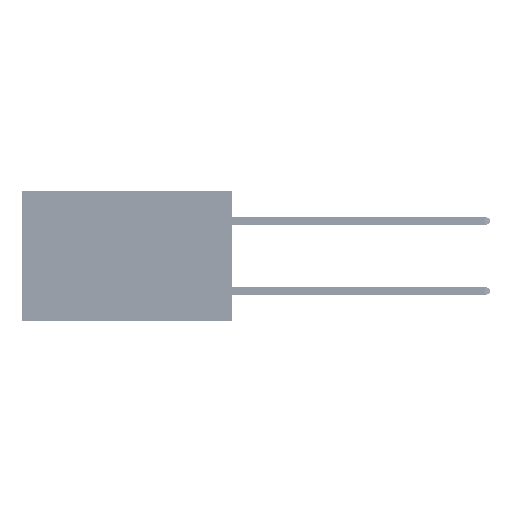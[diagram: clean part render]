
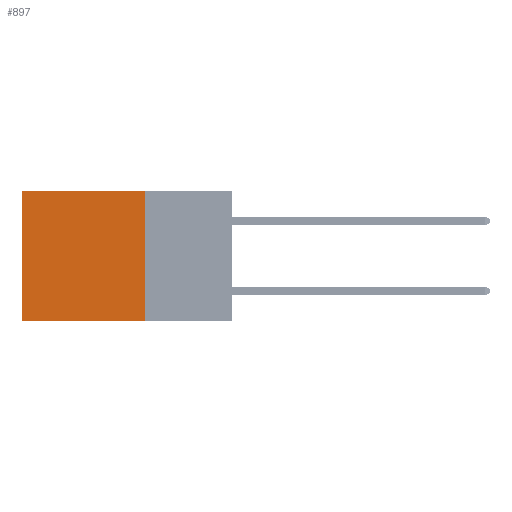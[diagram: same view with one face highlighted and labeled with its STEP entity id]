
A CAD part, left-side view. The second image highlights one B-rep face of the part: STEP entity #897.
In plain terms, the highlighted planar face has unit normal (-1, 0, 0).
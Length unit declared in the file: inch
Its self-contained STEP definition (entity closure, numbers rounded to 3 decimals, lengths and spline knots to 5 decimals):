
#885 = DIRECTION ( 'NONE',  ( 0., 0., -1. ) ) ;
#897 = ADVANCED_FACE ( 'NONE', ( #18964 ), #34524, .F. ) ;
#1821 = EDGE_LOOP ( 'NONE', ( #22062, #28555, #19535, #26966 ) ) ;
#4042 = CARTESIAN_POINT ( 'NONE',  ( 0.2875, 0.6, 0. ) ) ;
#6509 = LINE ( 'NONE', #9821, #45564 ) ;
#8099 = CARTESIAN_POINT ( 'NONE',  ( 0.2875, 0.6, -0.37 ) ) ;
#9821 = CARTESIAN_POINT ( 'NONE',  ( 0.2875, 0.25, 0. ) ) ;
#12838 = LINE ( 'NONE', #28354, #17878 ) ;
#13613 = LINE ( 'NONE', #24800, #41318 ) ;
#14811 = VERTEX_POINT ( 'NONE', #45175 ) ;
#15150 = CARTESIAN_POINT ( 'NONE',  ( 0.2875, 0.25, 0. ) ) ;
#17201 = CARTESIAN_POINT ( 'NONE',  ( 0.2875, 0.25, 0. ) ) ;
#17878 = VECTOR ( 'NONE', #885, 39.37008 ) ;
#18964 = FACE_OUTER_BOUND ( 'NONE', #1821, .T. ) ;
#19535 = ORIENTED_EDGE ( 'NONE', *, *, #49852, .F. ) ;
#20731 = EDGE_CURVE ( 'NONE', #49377, #44532, #6509, .T. ) ;
#22062 = ORIENTED_EDGE ( 'NONE', *, *, #44288, .T. ) ;
#24800 = CARTESIAN_POINT ( 'NONE',  ( 0.2875, 0.25, -0.37 ) ) ;
#24935 = AXIS2_PLACEMENT_3D ( 'NONE', #15150, #30710, #46253 ) ;
#26966 = ORIENTED_EDGE ( 'NONE', *, *, #20731, .T. ) ;
#28354 = CARTESIAN_POINT ( 'NONE',  ( 0.2875, 0.25, 0. ) ) ;
#28555 = ORIENTED_EDGE ( 'NONE', *, *, #35062, .F. ) ;
#30014 = LINE ( 'NONE', #37671, #31669 ) ;
#30710 = DIRECTION ( 'NONE',  ( 1., 0., 0. ) ) ;
#31669 = VECTOR ( 'NONE', #33846, 39.37008 ) ;
#33846 = DIRECTION ( 'NONE',  ( 0., 0., -1. ) ) ;
#34524 = PLANE ( 'NONE',  #24935 ) ;
#35062 = EDGE_CURVE ( 'NONE', #14811, #40239, #13613, .T. ) ;
#37671 = CARTESIAN_POINT ( 'NONE',  ( 0.2875, 0.6, 0. ) ) ;
#40239 = VERTEX_POINT ( 'NONE', #8099 ) ;
#41318 = VECTOR ( 'NONE', #41383, 39.37008 ) ;
#41383 = DIRECTION ( 'NONE',  ( 0., 1., 0. ) ) ;
#44288 = EDGE_CURVE ( 'NONE', #44532, #40239, #30014, .T. ) ;
#44532 = VERTEX_POINT ( 'NONE', #4042 ) ;
#45175 = CARTESIAN_POINT ( 'NONE',  ( 0.2875, 0.25, -0.37 ) ) ;
#45564 = VECTOR ( 'NONE', #48814, 39.37008 ) ;
#46253 = DIRECTION ( 'NONE',  ( 0., 0., -1. ) ) ;
#48814 = DIRECTION ( 'NONE',  ( 0., 1., 0. ) ) ;
#49377 = VERTEX_POINT ( 'NONE', #17201 ) ;
#49852 = EDGE_CURVE ( 'NONE', #49377, #14811, #12838, .T. ) ;
